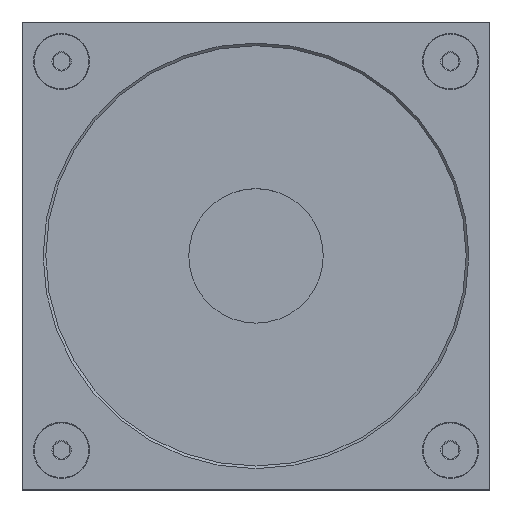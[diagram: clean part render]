
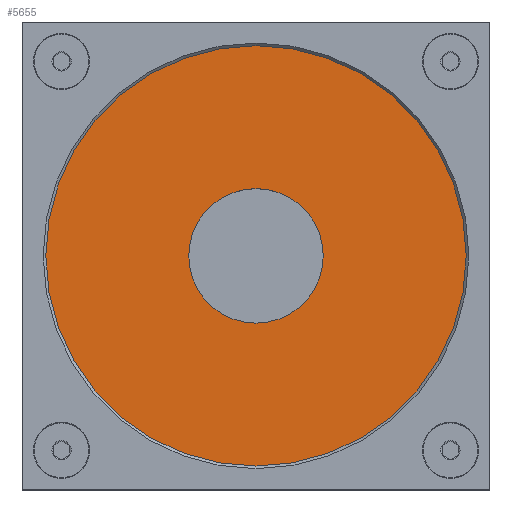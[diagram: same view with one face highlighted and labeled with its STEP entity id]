
A CAD part, top view. The second image highlights one B-rep face of the part: STEP entity #5655.
In plain terms, the highlighted planar face has unit normal (0, 0, 1).
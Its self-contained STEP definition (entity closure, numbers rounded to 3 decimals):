
#461 = CARTESIAN_POINT ( 'NONE',  ( 10.255, 27.217, 106.05 ) ) ;
#602 = AXIS2_PLACEMENT_3D ( 'NONE', #5106, #2411, #7939 ) ;
#645 = DIRECTION ( 'NONE',  ( 1., 0., 0. ) ) ;
#891 = DIRECTION ( 'NONE',  ( 0., 0., 1. ) ) ;
#1128 = AXIS2_PLACEMENT_3D ( 'NONE', #9056, #891, #14538 ) ;
#1239 = VERTEX_POINT ( 'NONE', #13725 ) ;
#2370 = ORIENTED_EDGE ( 'NONE', *, *, #12269, .F. ) ;
#2411 = DIRECTION ( 'NONE',  ( 0., 0., 1. ) ) ;
#3939 = PLANE ( 'NONE',  #602 ) ;
#5106 = CARTESIAN_POINT ( 'NONE',  ( 10.255, 27.217, 106.05 ) ) ;
#5655 = ADVANCED_FACE ( 'NONE', ( #6472, #14595 ), #3939, .T. ) ;
#6472 = FACE_BOUND ( 'NONE', #8623, .T. ) ;
#7814 = CIRCLE ( 'NONE', #1128, 40. ) ;
#7939 = DIRECTION ( 'NONE',  ( 1., 0., 0. ) ) ;
#8324 = CARTESIAN_POINT ( 'NONE',  ( 50.255, 27.217, 106.05 ) ) ;
#8623 = EDGE_LOOP ( 'NONE', ( #2370 ) ) ;
#9056 = CARTESIAN_POINT ( 'NONE',  ( 10.255, 27.217, 106.05 ) ) ;
#9316 = VERTEX_POINT ( 'NONE', #8324 ) ;
#10241 = DIRECTION ( 'NONE',  ( 0., 0., 1. ) ) ;
#11408 = EDGE_LOOP ( 'NONE', ( #13542 ) ) ;
#12269 = EDGE_CURVE ( 'NONE', #1239, #1239, #12990, .T. ) ;
#12990 = CIRCLE ( 'NONE', #16721, 12.8 ) ;
#13129 = EDGE_CURVE ( 'NONE', #9316, #9316, #7814, .T. ) ;
#13542 = ORIENTED_EDGE ( 'NONE', *, *, #13129, .T. ) ;
#13725 = CARTESIAN_POINT ( 'NONE',  ( 23.055, 27.217, 106.05 ) ) ;
#14538 = DIRECTION ( 'NONE',  ( 1., 0., 0. ) ) ;
#14595 = FACE_OUTER_BOUND ( 'NONE', #11408, .T. ) ;
#16721 = AXIS2_PLACEMENT_3D ( 'NONE', #461, #10241, #645 ) ;
